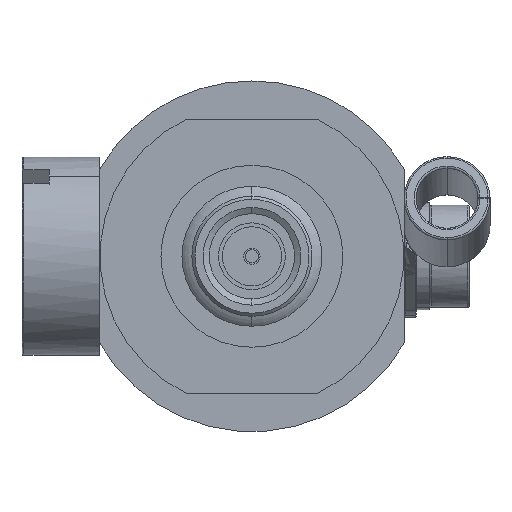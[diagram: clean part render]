
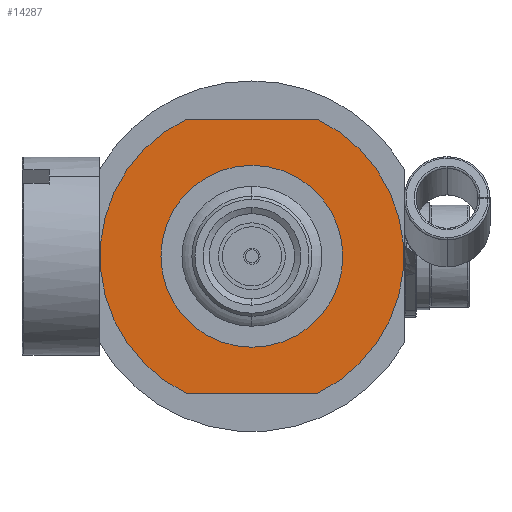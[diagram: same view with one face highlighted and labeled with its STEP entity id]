
A CAD part, left-side view. The second image highlights one B-rep face of the part: STEP entity #14287.
In plain terms, the highlighted planar face has unit normal (-1, 0, 0).
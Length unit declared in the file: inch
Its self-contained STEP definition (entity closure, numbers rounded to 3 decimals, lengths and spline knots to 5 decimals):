
#732 = CARTESIAN_POINT ( 'NONE',  ( -0.664, 0., -0.235 ) ) ;
#867 = VERTEX_POINT ( 'NONE', #14329 ) ;
#974 = CARTESIAN_POINT ( 'NONE',  ( -0.664, 0., 0. ) ) ;
#982 = AXIS2_PLACEMENT_3D ( 'NONE', #13364, #4422, #7269 ) ;
#1005 = DIRECTION ( 'NONE',  ( -1., 0., 0. ) ) ;
#1809 = ORIENTED_EDGE ( 'NONE', *, *, #7404, .T. ) ;
#2217 = DIRECTION ( 'NONE',  ( 0., -1., 0. ) ) ;
#2509 = DIRECTION ( 'NONE',  ( 0., 0., 1. ) ) ;
#3015 = DIRECTION ( 'NONE',  ( 0., 0., 1. ) ) ;
#3051 = AXIS2_PLACEMENT_3D ( 'NONE', #3591, #13705, #9272 ) ;
#3587 = EDGE_CURVE ( 'NONE', #15551, #867, #16388, .T. ) ;
#3591 = CARTESIAN_POINT ( 'NONE',  ( -0.664, 0., 0. ) ) ;
#3913 = CARTESIAN_POINT ( 'NONE',  ( -0.664, -0.16953, -0.354 ) ) ;
#3914 = EDGE_LOOP ( 'NONE', ( #18924, #9943 ) ) ;
#4201 = CIRCLE ( 'NONE', #16061, 0.3925 ) ;
#4422 = DIRECTION ( 'NONE',  ( 1., 0., 0. ) ) ;
#4592 = VECTOR ( 'NONE', #2217, 39.37008 ) ;
#5907 = CARTESIAN_POINT ( 'NONE',  ( -0.664, 0., 0. ) ) ;
#6740 = FACE_BOUND ( 'NONE', #3914, .T. ) ;
#6853 = ORIENTED_EDGE ( 'NONE', *, *, #6897, .F. ) ;
#6894 = CARTESIAN_POINT ( 'NONE',  ( -0.664, 0., 0. ) ) ;
#6897 = EDGE_CURVE ( 'NONE', #11116, #17804, #17355, .T. ) ;
#7269 = DIRECTION ( 'NONE',  ( 0., 0., -1. ) ) ;
#7336 = CARTESIAN_POINT ( 'NONE',  ( -0.664, 0.24807, -0.354 ) ) ;
#7404 = EDGE_CURVE ( 'NONE', #15551, #17804, #10147, .T. ) ;
#7933 = EDGE_CURVE ( 'NONE', #8851, #8306, #13592, .T. ) ;
#8306 = VERTEX_POINT ( 'NONE', #13463 ) ;
#8810 = FACE_OUTER_BOUND ( 'NONE', #13621, .T. ) ;
#8851 = VERTEX_POINT ( 'NONE', #732 ) ;
#8873 = DIRECTION ( 'NONE',  ( 0., 1., 0. ) ) ;
#9272 = DIRECTION ( 'NONE',  ( 0., 0., 1. ) ) ;
#9419 = EDGE_CURVE ( 'NONE', #8306, #8851, #16554, .T. ) ;
#9943 = ORIENTED_EDGE ( 'NONE', *, *, #7933, .F. ) ;
#10147 = CIRCLE ( 'NONE', #3051, 0.3925 ) ;
#11116 = VERTEX_POINT ( 'NONE', #3913 ) ;
#12556 = DIRECTION ( 'NONE',  ( -1., 0., 0. ) ) ;
#12617 = AXIS2_PLACEMENT_3D ( 'NONE', #6894, #1005, #2509 ) ;
#12975 = EDGE_CURVE ( 'NONE', #11116, #867, #4201, .T. ) ;
#13364 = CARTESIAN_POINT ( 'NONE',  ( -0.664, 0., -0.235 ) ) ;
#13463 = CARTESIAN_POINT ( 'NONE',  ( -0.664, 0., 0.235 ) ) ;
#13592 = CIRCLE ( 'NONE', #15799, 0.235 ) ;
#13621 = EDGE_LOOP ( 'NONE', ( #16502, #15854, #1809, #6853 ) ) ;
#13705 = DIRECTION ( 'NONE',  ( -1., 0., 0. ) ) ;
#13873 = CARTESIAN_POINT ( 'NONE',  ( -0.664, 0.24807, 0.354 ) ) ;
#14287 = ADVANCED_FACE ( 'NONE', ( #6740, #8810 ), #19160, .F. ) ;
#14329 = CARTESIAN_POINT ( 'NONE',  ( -0.664, -0.16953, 0.354 ) ) ;
#14347 = CARTESIAN_POINT ( 'NONE',  ( -0.664, 0.16953, 0.354 ) ) ;
#14391 = CARTESIAN_POINT ( 'NONE',  ( -0.664, 0.16953, -0.354 ) ) ;
#15551 = VERTEX_POINT ( 'NONE', #14347 ) ;
#15799 = AXIS2_PLACEMENT_3D ( 'NONE', #974, #12556, #15818 ) ;
#15818 = DIRECTION ( 'NONE',  ( 0., 0., 1. ) ) ;
#15854 = ORIENTED_EDGE ( 'NONE', *, *, #3587, .F. ) ;
#15969 = VECTOR ( 'NONE', #8873, 39.37008 ) ;
#16061 = AXIS2_PLACEMENT_3D ( 'NONE', #5907, #17870, #3015 ) ;
#16388 = LINE ( 'NONE', #13873, #4592 ) ;
#16502 = ORIENTED_EDGE ( 'NONE', *, *, #12975, .T. ) ;
#16554 = CIRCLE ( 'NONE', #12617, 0.235 ) ;
#17355 = LINE ( 'NONE', #7336, #15969 ) ;
#17804 = VERTEX_POINT ( 'NONE', #14391 ) ;
#17870 = DIRECTION ( 'NONE',  ( -1., 0., 0. ) ) ;
#18924 = ORIENTED_EDGE ( 'NONE', *, *, #9419, .F. ) ;
#19160 = PLANE ( 'NONE',  #982 ) ;
